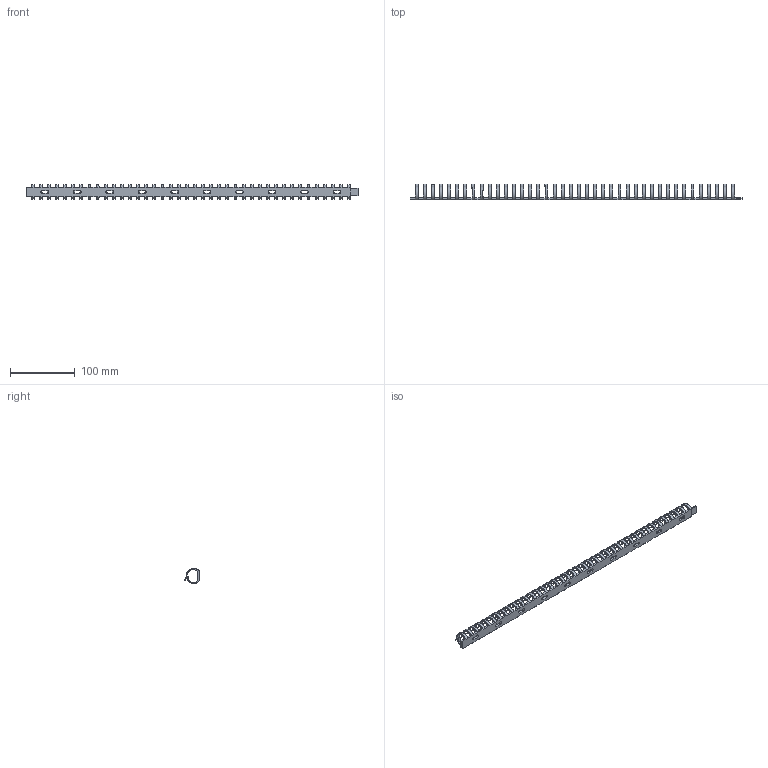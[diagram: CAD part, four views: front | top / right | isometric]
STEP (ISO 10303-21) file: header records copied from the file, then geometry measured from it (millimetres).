
FILE_DESCRIPTION((''),'2;1');
FILE_NAME('VK-FLEX20','2022-08-30T08:16:38',('buserr'),(''),'CREO PARAMETRIC BY PTC INC, 2022024','CREO PARAMETRIC BY PTC INC, 2022024','');
FILE_SCHEMA(('AUTOMOTIVE_DESIGN { 1 0 10303 214 1 1 1 1 }'));
Length unit declared in the file: millimetre
Products named in the file (1): VK-FLEX20
Bounding box: 511.5 x 23.35 x 23 mm (x, y, z)
Volume: 34683 mm3; surface area: 44690.8 mm2
Topology: 1 solids, 3 shells, 716 faces, 1993 edges, 1281 vertices
Faces by surface type: plane 437, cylinder 269, bspline 10
Entity records: 37360 total; most frequent: CARTESIAN_POINT 13860, ORIENTED_EDGE 3623, DIRECTION 3014, PRESENTATION_STYLE_ASSIGNMENT 2008, STYLED_ITEM 2008, CURVE_STYLE 2006, EDGE_CURVE 1819, VECTOR 1289
